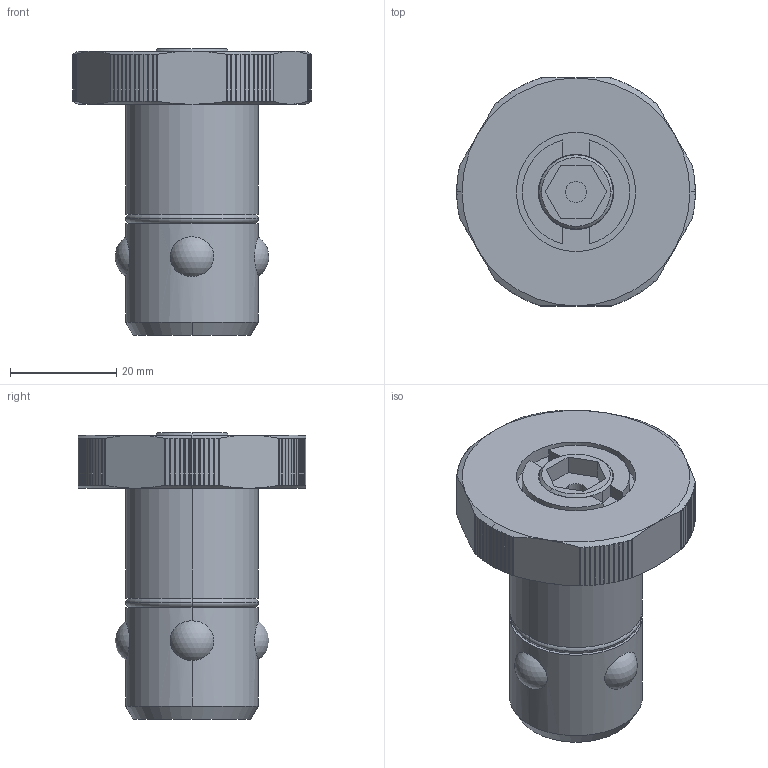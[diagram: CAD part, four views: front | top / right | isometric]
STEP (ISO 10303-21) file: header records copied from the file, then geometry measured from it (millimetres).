
FILE_DESCRIPTION(('STEP AP214'),'1');
FILE_NAME('HALDERN_EH_23111_0025.stp','2018-01-15T07:43:27',('TraceParts'),('TraceParts S.A.'),'Spatial InterOp 3D',' ',' ');
FILE_SCHEMA(('automotive_design'));
Length unit declared in the file: millimetre
Products named in the file (1): HALDERN_EH_23111_0025
Bounding box: 45 x 43 x 54.1 mm (x, y, z)
Volume: 35987.4 mm3; surface area: 10646.2 mm2
Topology: 1 solids, 1 shells, 298 faces, 842 edges, 556 vertices
Faces by surface type: plane 184, cylinder 86, cone 20, torus 4, sphere 4
Entity records: 12094 total; most frequent: CARTESIAN_POINT 2795, ORIENTED_EDGE 1684, DIRECTION 1300, EDGE_CURVE 842, VERTEX_POINT 556, AXIS2_PLACEMENT_3D 505, EDGE_LOOP 308, STYLED_ITEM 298
